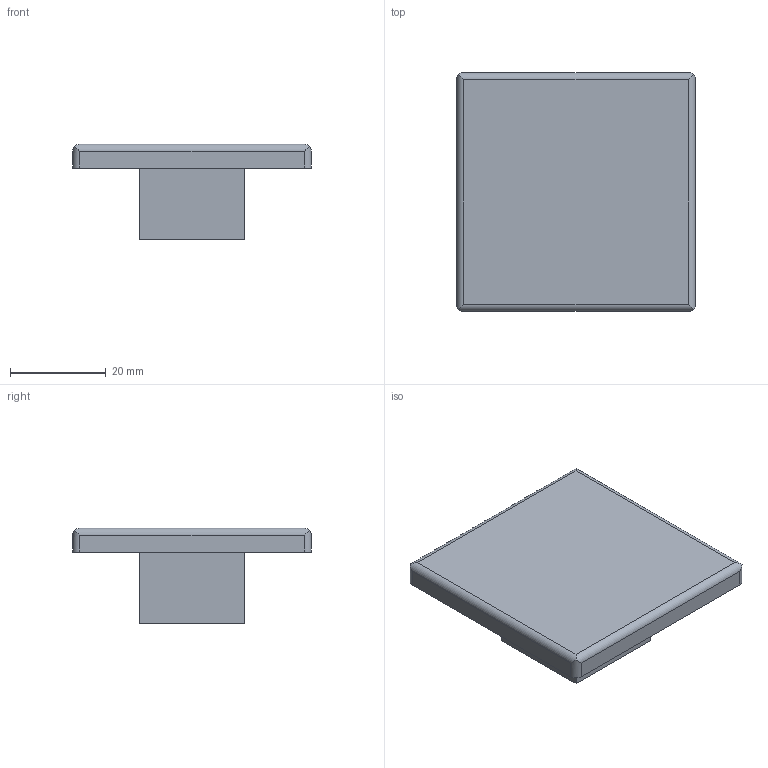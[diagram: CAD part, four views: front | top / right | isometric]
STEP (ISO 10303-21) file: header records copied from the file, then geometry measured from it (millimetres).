
FILE_DESCRIPTION(('Creo Elements/Direct Modeling STEP Export'),'2;1');
FILE_NAME('55.0305.1_Abdeckkappe-MMS-55_50x50x20-leitfähig.stp','2022-03-21T 8:08:15',(''),(''),'PTC Creo Elements/Direct Modeling STEP processor for AP214 (Solid Model)','PTC Creo Elements/Direct Modeling 19.0C 15-Aug-2015 (C) Parametric Technology GmbH','');
FILE_SCHEMA(('AUTOMOTIVE_DESIGN { 1 0 10303 214 1 1 1 1 }'));
Length unit declared in the file: millimetre
Products named in the file (2): Abdeckkappe-MMS-55_50x50x20-leitfähig_55.0305.1_PX176275
Assembly tree (1 placements, depth 2):
  Abdeckkappe-MMS-55_50x50x20-leitfähig_55.0305.1_PX176275
    Abdeckkappe-MMS-55_50x50x20-leitfähig_55.0305.1_PX176275
Bounding box: 50 x 50 x 20 mm (x, y, z)
Volume: 14796.9 mm3; surface area: 8256.8 mm2
Topology: 1 solids, 1 shells, 24 faces, 60 edges, 40 vertices
Faces by surface type: plane 16, cylinder 8
Entity records: 765 total; most frequent: DIRECTION 128, CARTESIAN_POINT 126, ORIENTED_EDGE 120, EDGE_CURVE 60, VECTOR 44, LINE 44, AXIS2_PLACEMENT_3D 42, VERTEX_POINT 40
